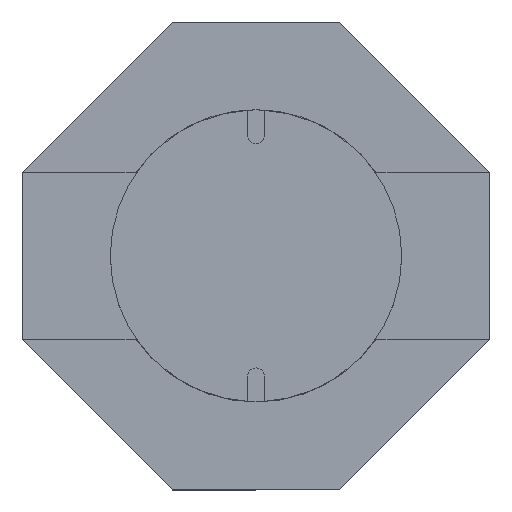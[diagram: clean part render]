
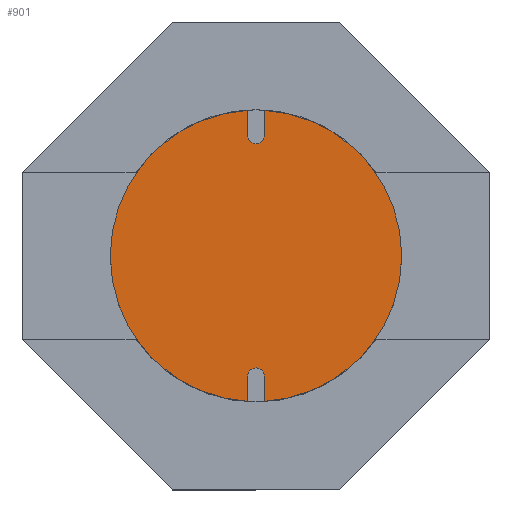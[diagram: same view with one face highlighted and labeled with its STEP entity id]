
A CAD part, top view. The second image highlights one B-rep face of the part: STEP entity #901.
In plain terms, the highlighted planar face has unit normal (0, 0, 1).
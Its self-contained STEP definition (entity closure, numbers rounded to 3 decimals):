
#33 = LINE ( 'NONE', #246, #557 ) ;
#72 = VERTEX_POINT ( 'NONE', #747 ) ;
#119 = VECTOR ( 'NONE', #1718, 1000. ) ;
#136 = CARTESIAN_POINT ( 'NONE',  ( 0.05, 0.721, 0.7 ) ) ;
#155 = CARTESIAN_POINT ( 'NONE',  ( 0.05, -0.871, 0.7 ) ) ;
#177 = AXIS2_PLACEMENT_3D ( 'NONE', #1409, #259, #1705 ) ;
#224 = AXIS2_PLACEMENT_3D ( 'NONE', #1200, #932, #235 ) ;
#232 = VERTEX_POINT ( 'NONE', #448 ) ;
#235 = DIRECTION ( 'NONE',  ( 1., 0., 0. ) ) ;
#245 = ORIENTED_EDGE ( 'NONE', *, *, #540, .T. ) ;
#246 = CARTESIAN_POINT ( 'NONE',  ( -0.05, 0.871, 0.7 ) ) ;
#259 = DIRECTION ( 'NONE',  ( 0., 0., 1. ) ) ;
#270 = ORIENTED_EDGE ( 'NONE', *, *, #1082, .T. ) ;
#274 = EDGE_CURVE ( 'NONE', #345, #72, #405, .T. ) ;
#299 = EDGE_CURVE ( 'NONE', #1080, #443, #341, .T. ) ;
#316 = DIRECTION ( 'NONE',  ( 0., -1., 0. ) ) ;
#341 = CIRCLE ( 'NONE', #224, 0.05 ) ;
#345 = VERTEX_POINT ( 'NONE', #765 ) ;
#393 = AXIS2_PLACEMENT_3D ( 'NONE', #1635, #785, #1792 ) ;
#405 = LINE ( 'NONE', #155, #699 ) ;
#421 = FACE_OUTER_BOUND ( 'NONE', #728, .T. ) ;
#425 = AXIS2_PLACEMENT_3D ( 'NONE', #1607, #1442, #455 ) ;
#443 = VERTEX_POINT ( 'NONE', #553 ) ;
#448 = CARTESIAN_POINT ( 'NONE',  ( -0.05, -0.721, 0.7 ) ) ;
#455 = DIRECTION ( 'NONE',  ( -1., 0., 0. ) ) ;
#461 = CARTESIAN_POINT ( 'NONE',  ( -0.05, -0.871, 0.7 ) ) ;
#540 = EDGE_CURVE ( 'NONE', #719, #232, #1011, .T. ) ;
#553 = CARTESIAN_POINT ( 'NONE',  ( -0.05, 0.721, 0.7 ) ) ;
#557 = VECTOR ( 'NONE', #1668, 1000. ) ;
#565 = AXIS2_PLACEMENT_3D ( 'NONE', #671, #978, #1385 ) ;
#567 = ORIENTED_EDGE ( 'NONE', *, *, #642, .T. ) ;
#604 = VERTEX_POINT ( 'NONE', #1430 ) ;
#630 = ORIENTED_EDGE ( 'NONE', *, *, #1182, .T. ) ;
#636 = CARTESIAN_POINT ( 'NONE',  ( 0., 0., 0.7 ) ) ;
#642 = EDGE_CURVE ( 'NONE', #1779, #1080, #1815, .T. ) ;
#648 = ORIENTED_EDGE ( 'NONE', *, *, #299, .T. ) ;
#671 = CARTESIAN_POINT ( 'NONE',  ( 0., 0., 0.7 ) ) ;
#699 = VECTOR ( 'NONE', #1296, 1000. ) ;
#719 = VERTEX_POINT ( 'NONE', #1037 ) ;
#728 = EDGE_LOOP ( 'NONE', ( #630, #270, #245, #1556, #1386, #1589, #567, #648, #1151 ) ) ;
#747 = CARTESIAN_POINT ( 'NONE',  ( 0.05, -0.871, 0.7 ) ) ;
#765 = CARTESIAN_POINT ( 'NONE',  ( 0.05, -0.721, 0.7 ) ) ;
#770 = CARTESIAN_POINT ( 'NONE',  ( 0.05, 0.871, 0.7 ) ) ;
#785 = DIRECTION ( 'NONE',  ( 0., 0., 1. ) ) ;
#901 = ADVANCED_FACE ( 'NONE', ( #421 ), #1535, .T. ) ;
#932 = DIRECTION ( 'NONE',  ( 0., 0., -1. ) ) ;
#934 = EDGE_CURVE ( 'NONE', #443, #604, #33, .T. ) ;
#978 = DIRECTION ( 'NONE',  ( 0., 0., 1. ) ) ;
#1011 = LINE ( 'NONE', #461, #119 ) ;
#1037 = CARTESIAN_POINT ( 'NONE',  ( -0.05, -0.871, 0.7 ) ) ;
#1080 = VERTEX_POINT ( 'NONE', #136 ) ;
#1082 = EDGE_CURVE ( 'NONE', #1364, #719, #1427, .T. ) ;
#1151 = ORIENTED_EDGE ( 'NONE', *, *, #934, .T. ) ;
#1154 = AXIS2_PLACEMENT_3D ( 'NONE', #636, #1494, #1163 ) ;
#1163 = DIRECTION ( 'NONE',  ( 1., 0., 0. ) ) ;
#1182 = EDGE_CURVE ( 'NONE', #604, #1364, #1822, .T. ) ;
#1184 = CARTESIAN_POINT ( 'NONE',  ( -0.873, 0., 0.7 ) ) ;
#1200 = CARTESIAN_POINT ( 'NONE',  ( 0., 0.721, 0.7 ) ) ;
#1259 = VECTOR ( 'NONE', #316, 1000. ) ;
#1296 = DIRECTION ( 'NONE',  ( 0., -1., 0. ) ) ;
#1364 = VERTEX_POINT ( 'NONE', #1184 ) ;
#1385 = DIRECTION ( 'NONE',  ( 1., 0., 0. ) ) ;
#1386 = ORIENTED_EDGE ( 'NONE', *, *, #274, .T. ) ;
#1409 = CARTESIAN_POINT ( 'NONE',  ( 0., 0., 0.7 ) ) ;
#1427 = CIRCLE ( 'NONE', #1154, 0.873 ) ;
#1430 = CARTESIAN_POINT ( 'NONE',  ( -0.05, 0.871, 0.7 ) ) ;
#1442 = DIRECTION ( 'NONE',  ( 0., 0., -1. ) ) ;
#1494 = DIRECTION ( 'NONE',  ( 0., 0., 1. ) ) ;
#1535 = PLANE ( 'NONE',  #565 ) ;
#1556 = ORIENTED_EDGE ( 'NONE', *, *, #1620, .T. ) ;
#1589 = ORIENTED_EDGE ( 'NONE', *, *, #1847, .T. ) ;
#1607 = CARTESIAN_POINT ( 'NONE',  ( 0., -0.721, 0.7 ) ) ;
#1620 = EDGE_CURVE ( 'NONE', #232, #345, #1854, .T. ) ;
#1635 = CARTESIAN_POINT ( 'NONE',  ( 0., 0., 0.7 ) ) ;
#1668 = DIRECTION ( 'NONE',  ( 0., 1., 0. ) ) ;
#1705 = DIRECTION ( 'NONE',  ( 1., 0., 0. ) ) ;
#1718 = DIRECTION ( 'NONE',  ( 0., 1., 0. ) ) ;
#1745 = CARTESIAN_POINT ( 'NONE',  ( 0.05, 0.871, 0.7 ) ) ;
#1757 = CIRCLE ( 'NONE', #177, 0.873 ) ;
#1779 = VERTEX_POINT ( 'NONE', #770 ) ;
#1792 = DIRECTION ( 'NONE',  ( 1., 0., 0. ) ) ;
#1815 = LINE ( 'NONE', #1745, #1259 ) ;
#1822 = CIRCLE ( 'NONE', #393, 0.873 ) ;
#1847 = EDGE_CURVE ( 'NONE', #72, #1779, #1757, .T. ) ;
#1854 = CIRCLE ( 'NONE', #425, 0.05 ) ;
